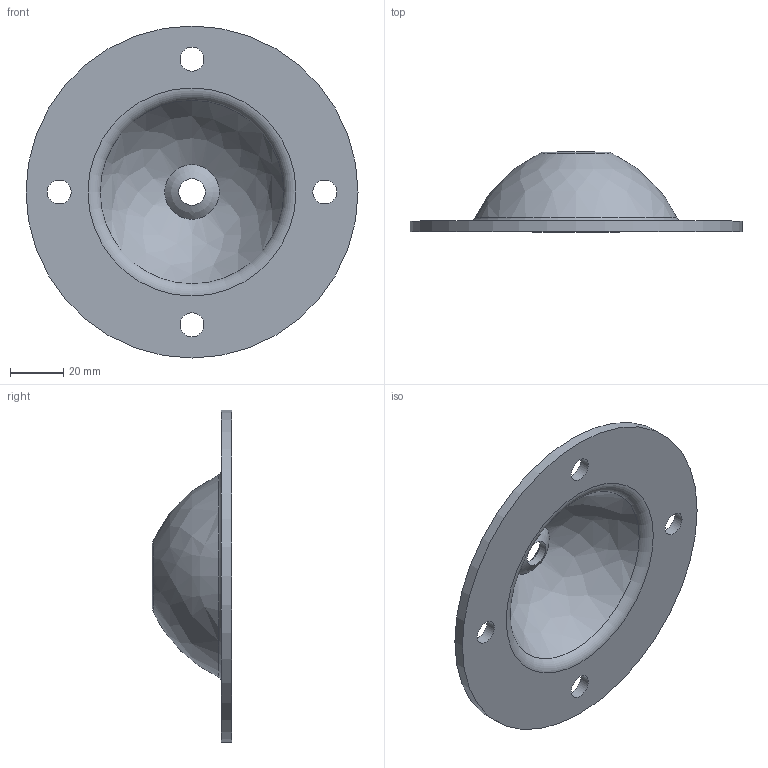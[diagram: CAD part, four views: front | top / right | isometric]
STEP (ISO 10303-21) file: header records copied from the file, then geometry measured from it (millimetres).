
FILE_DESCRIPTION( ( 'STEP AP214' ), '1' );
FILE_NAME( 'K0672.21252.stp', '2020-12-09T11:05:02', ( '' ), ( '' ), ' ', 'PARTsolutions', ' ' );
FILE_SCHEMA( ( 'AUTOMOTIVE_DESIGN { 1 0 10303 214 1 1 1 1 }' ) );
Length unit declared in the file: millimetre
Products named in the file (1): _K0672.21252
Bounding box: 125 x 30 x 125 mm (x, y, z)
Volume: 56231.4 mm3; surface area: 30362.7 mm2
Topology: 1 solids, 1 shells, 17 faces, 36 edges, 22 vertices
Faces by surface type: cylinder 6, torus 4, plane 3, bspline 2, sphere 2
Full cylindrical faces by diameter (mm): 9 x4, 10 x1, 125 x1
Entity records: 602 total; most frequent: CARTESIAN_POINT 114, DIRECTION 74, EDGE_LOOP 42, ORIENTED_EDGE 42, AXIS2_PLACEMENT_3D 37, FACE_OUTER_BOUND 31, EDGE_CURVE 21, VERTEX_POINT 21
